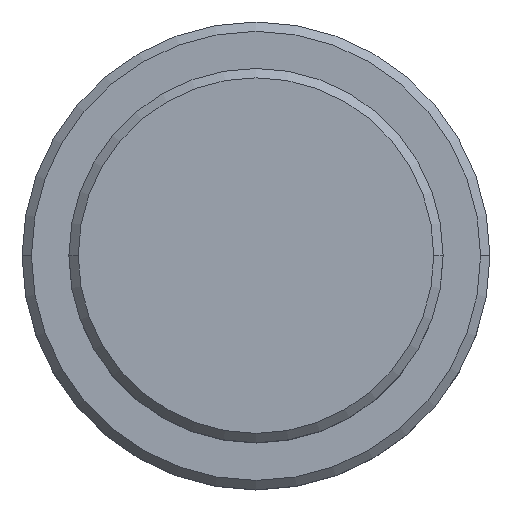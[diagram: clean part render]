
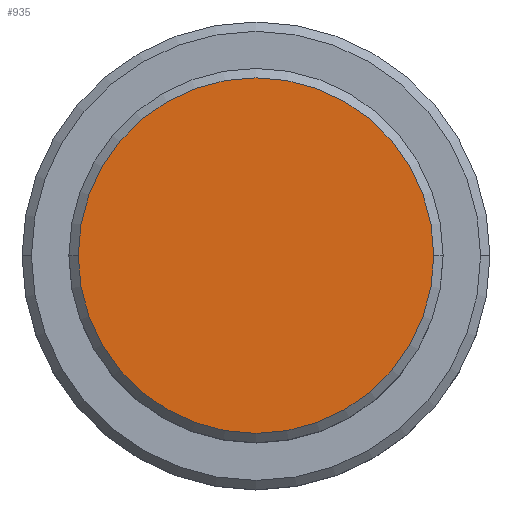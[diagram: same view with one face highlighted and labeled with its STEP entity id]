
A CAD part, top view. The second image highlights one B-rep face of the part: STEP entity #935.
In plain terms, the highlighted planar face has unit normal (0, 0, 1).
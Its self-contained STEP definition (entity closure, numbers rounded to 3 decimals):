
#21 = DIRECTION ( 'NONE',  ( 1., 0., 0. ) ) ;
#70 = VERTEX_POINT ( 'NONE', #886 ) ;
#101 = CIRCLE ( 'NONE', #582, 9.5 ) ;
#103 = DIRECTION ( 'NONE',  ( 1., 0., 0. ) ) ;
#108 = EDGE_CURVE ( 'NONE', #592, #70, #101, .T. ) ;
#162 = EDGE_CURVE ( 'NONE', #70, #592, #284, .T. ) ;
#237 = AXIS2_PLACEMENT_3D ( 'NONE', #666, #1233, #21 ) ;
#284 = CIRCLE ( 'NONE', #237, 9.5 ) ;
#409 = ORIENTED_EDGE ( 'NONE', *, *, #162, .T. ) ;
#475 = EDGE_LOOP ( 'NONE', ( #609, #409 ) ) ;
#582 = AXIS2_PLACEMENT_3D ( 'NONE', #1204, #1098, #891 ) ;
#592 = VERTEX_POINT ( 'NONE', #1321 ) ;
#609 = ORIENTED_EDGE ( 'NONE', *, *, #108, .T. ) ;
#666 = CARTESIAN_POINT ( 'NONE',  ( 0., 0., 0. ) ) ;
#745 = AXIS2_PLACEMENT_3D ( 'NONE', #870, #753, #103 ) ;
#753 = DIRECTION ( 'NONE',  ( 0., 0., 1. ) ) ;
#870 = CARTESIAN_POINT ( 'NONE',  ( 0., 0., 0. ) ) ;
#886 = CARTESIAN_POINT ( 'NONE',  ( 9.5, 0., 0. ) ) ;
#891 = DIRECTION ( 'NONE',  ( 1., 0., 0. ) ) ;
#935 = ADVANCED_FACE ( 'NONE', ( #1106 ), #1197, .T. ) ;
#1098 = DIRECTION ( 'NONE',  ( 0., 0., 1. ) ) ;
#1106 = FACE_OUTER_BOUND ( 'NONE', #475, .T. ) ;
#1197 = PLANE ( 'NONE',  #745 ) ;
#1204 = CARTESIAN_POINT ( 'NONE',  ( 0., 0., 0. ) ) ;
#1233 = DIRECTION ( 'NONE',  ( 0., 0., 1. ) ) ;
#1321 = CARTESIAN_POINT ( 'NONE',  ( -9.5, 0., 0. ) ) ;
